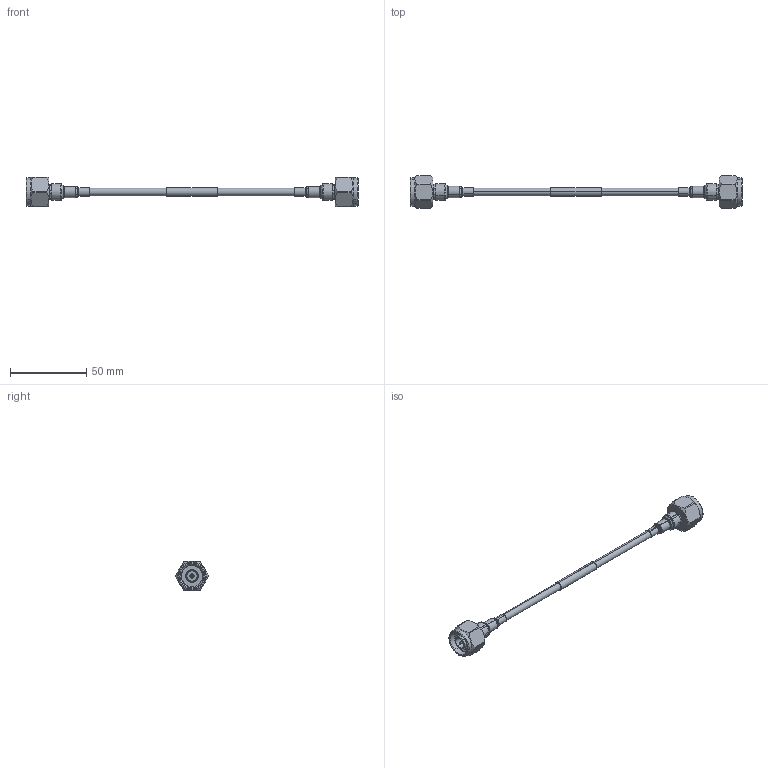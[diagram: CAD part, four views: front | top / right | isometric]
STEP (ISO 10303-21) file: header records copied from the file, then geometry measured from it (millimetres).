
FILE_DESCRIPTION (( 'STEP AP214' ), '1' );
FILE_NAME ('FMC00617-0001_3D.step', '2023-03-06T20:10:01', ( '' ), ( '' ), 'SwSTEP 2.0', 'SolidWorks 2022', '' );
FILE_SCHEMA (( 'AUTOMOTIVE_DESIGN' ));
Length unit declared in the file: inch
Products named in the file (4): FMCN1084^FMC00617-0001; FMC00617-0001_3D; heat shrink 230303^FMC00617-0001; LL142^FMC00617-0001
Assembly tree (5 placements, depth 2):
  FMC00617-0001_3D
    LL142^FMC00617-0001
    FMCN1084^FMC00617-0001  x2
    heat shrink 230303^FMC00617-0001  x2
Bounding box: 218.03 x 21.6 x 19.05 mm (x, y, z)
Volume: 11023 mm3; surface area: 12482.6 mm2
Topology: 6 solids, 6 shells, 278 faces, 676 edges, 424 vertices
Faces by surface type: cylinder 108, plane 82, cone 58, torus 20, bspline 10
Entity records: 5572 total; most frequent: CARTESIAN_POINT 1938, DIRECTION 733, ORIENTED_EDGE 694, EDGE_CURVE 347, AXIS2_PLACEMENT_3D 301, VERTEX_POINT 218, EDGE_LOOP 155, CIRCLE 154
